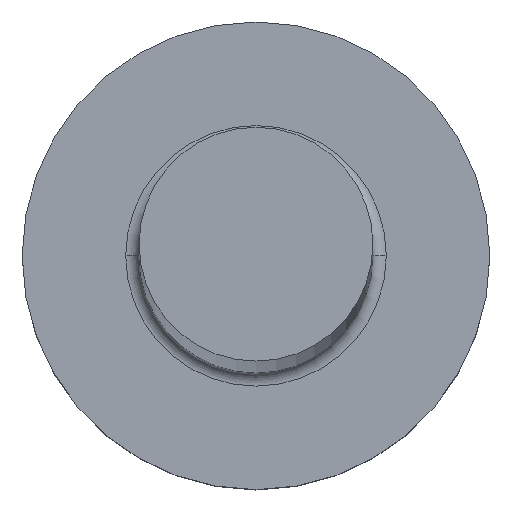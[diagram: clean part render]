
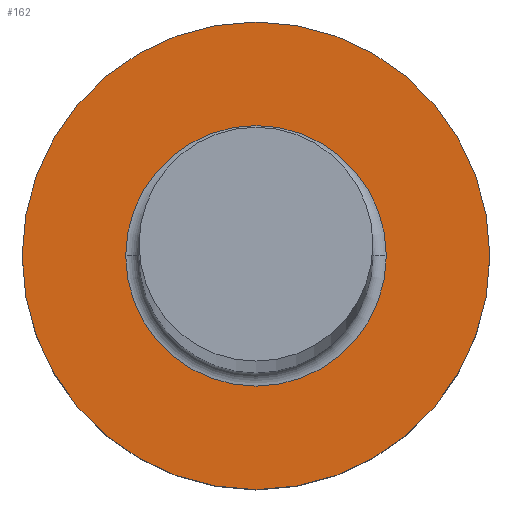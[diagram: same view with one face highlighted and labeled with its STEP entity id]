
A CAD part, top view. The second image highlights one B-rep face of the part: STEP entity #162.
In plain terms, the highlighted planar face has unit normal (0, 0, 1).
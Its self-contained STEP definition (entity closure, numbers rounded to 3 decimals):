
#7 = ORIENTED_EDGE ( 'NONE', *, *, #213, .T. ) ;
#9 = ORIENTED_EDGE ( 'NONE', *, *, #204, .T. ) ;
#25 = EDGE_LOOP ( 'NONE', ( #9, #135 ) ) ;
#42 = VERTEX_POINT ( 'NONE', #173 ) ;
#53 = ORIENTED_EDGE ( 'NONE', *, *, #150, .T. ) ;
#58 = VERTEX_POINT ( 'NONE', #217 ) ;
#60 = FACE_OUTER_BOUND ( 'NONE', #25, .T. ) ;
#64 = CARTESIAN_POINT ( 'NONE',  ( 0., 0., 3. ) ) ;
#65 = CIRCLE ( 'NONE', #115, 3.5 ) ;
#70 = CIRCLE ( 'NONE', #138, 1.95 ) ;
#73 = AXIS2_PLACEMENT_3D ( 'NONE', #64, #200, #107 ) ;
#78 = DIRECTION ( 'NONE',  ( 1., 0., 0. ) ) ;
#81 = PLANE ( 'NONE',  #73 ) ;
#82 = CARTESIAN_POINT ( 'NONE',  ( 0., 0., 3. ) ) ;
#84 = CARTESIAN_POINT ( 'NONE',  ( -3.5, 0., 3. ) ) ;
#88 = AXIS2_PLACEMENT_3D ( 'NONE', #191, #171, #78 ) ;
#104 = CARTESIAN_POINT ( 'NONE',  ( 3.5, 0., 3. ) ) ;
#107 = DIRECTION ( 'NONE',  ( 1., 0., 0. ) ) ;
#113 = VERTEX_POINT ( 'NONE', #104 ) ;
#115 = AXIS2_PLACEMENT_3D ( 'NONE', #152, #252, #276 ) ;
#135 = ORIENTED_EDGE ( 'NONE', *, *, #296, .T. ) ;
#138 = AXIS2_PLACEMENT_3D ( 'NONE', #82, #176, #260 ) ;
#150 = EDGE_CURVE ( 'NONE', #42, #58, #226, .T. ) ;
#152 = CARTESIAN_POINT ( 'NONE',  ( 0., 0., 3. ) ) ;
#158 = VERTEX_POINT ( 'NONE', #84 ) ;
#162 = ADVANCED_FACE ( 'NONE', ( #225, #60 ), #81, .T. ) ;
#171 = DIRECTION ( 'NONE',  ( 0., 0., -1. ) ) ;
#173 = CARTESIAN_POINT ( 'NONE',  ( 1.95, 0., 3. ) ) ;
#176 = DIRECTION ( 'NONE',  ( 0., 0., -1. ) ) ;
#179 = DIRECTION ( 'NONE',  ( 1., 0., 0. ) ) ;
#191 = CARTESIAN_POINT ( 'NONE',  ( 0., 0., 3. ) ) ;
#199 = CARTESIAN_POINT ( 'NONE',  ( 0., 0., 3. ) ) ;
#200 = DIRECTION ( 'NONE',  ( 0., 0., 1. ) ) ;
#204 = EDGE_CURVE ( 'NONE', #158, #113, #285, .T. ) ;
#213 = EDGE_CURVE ( 'NONE', #58, #42, #70, .T. ) ;
#217 = CARTESIAN_POINT ( 'NONE',  ( -1.95, 0., 3. ) ) ;
#225 = FACE_BOUND ( 'NONE', #259, .T. ) ;
#226 = CIRCLE ( 'NONE', #88, 1.95 ) ;
#229 = DIRECTION ( 'NONE',  ( 0., 0., 1. ) ) ;
#240 = AXIS2_PLACEMENT_3D ( 'NONE', #199, #229, #179 ) ;
#252 = DIRECTION ( 'NONE',  ( 0., 0., 1. ) ) ;
#259 = EDGE_LOOP ( 'NONE', ( #53, #7 ) ) ;
#260 = DIRECTION ( 'NONE',  ( 1., 0., 0. ) ) ;
#276 = DIRECTION ( 'NONE',  ( 1., 0., 0. ) ) ;
#285 = CIRCLE ( 'NONE', #240, 3.5 ) ;
#296 = EDGE_CURVE ( 'NONE', #113, #158, #65, .T. ) ;
